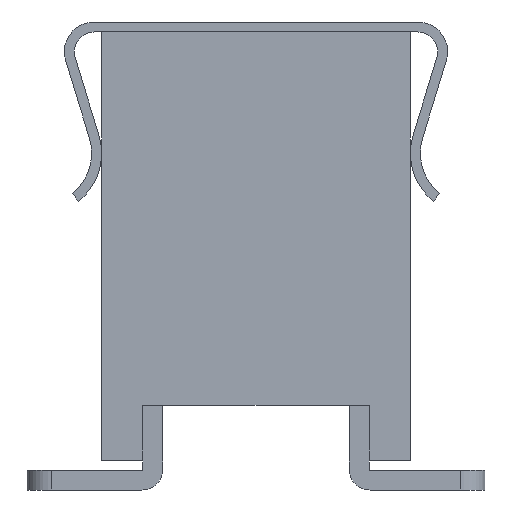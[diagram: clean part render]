
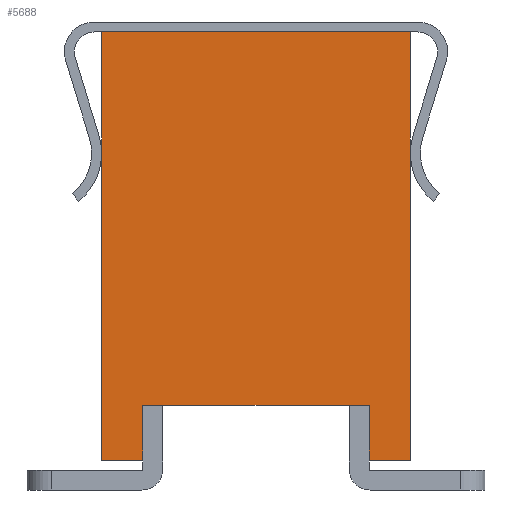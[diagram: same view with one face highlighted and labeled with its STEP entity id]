
A CAD part, left-side view. The second image highlights one B-rep face of the part: STEP entity #5688.
In plain terms, the highlighted face is planar.
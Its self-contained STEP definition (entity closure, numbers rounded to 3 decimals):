
#248=PLANE('',#6282);
#785=LINE('',#9682,#1345);
#797=LINE('',#9699,#1357);
#802=LINE('',#9710,#1362);
#806=LINE('',#9719,#1366);
#808=LINE('',#9723,#1368);
#811=LINE('',#9727,#1371);
#812=LINE('',#9729,#1372);
#813=LINE('',#9730,#1373);
#1345=VECTOR('',#7860,1000.);
#1357=VECTOR('',#7874,1000.);
#1362=VECTOR('',#7881,1000.);
#1366=VECTOR('',#7887,1000.);
#1368=VECTOR('',#7891,1000.);
#1371=VECTOR('',#7896,1000.);
#1372=VECTOR('',#7899,1000.);
#1373=VECTOR('',#7900,1000.);
#2952=ORIENTED_EDGE('',*,*,#3867,.T.);
#2953=ORIENTED_EDGE('',*,*,#3853,.T.);
#2954=ORIENTED_EDGE('',*,*,#3868,.T.);
#2955=ORIENTED_EDGE('',*,*,#3841,.T.);
#2956=ORIENTED_EDGE('',*,*,#3864,.T.);
#2957=ORIENTED_EDGE('',*,*,#3858,.F.);
#2958=ORIENTED_EDGE('',*,*,#3869,.F.);
#2959=ORIENTED_EDGE('',*,*,#3862,.T.);
#3841=EDGE_CURVE('',#4394,#4392,#785,.T.);
#3853=EDGE_CURVE('',#4398,#4397,#797,.T.);
#3858=EDGE_CURVE('',#4402,#4403,#802,.T.);
#3862=EDGE_CURVE('',#4407,#4406,#806,.T.);
#3864=EDGE_CURVE('',#4392,#4403,#808,.T.);
#3867=EDGE_CURVE('',#4406,#4398,#811,.T.);
#3868=EDGE_CURVE('',#4397,#4394,#812,.T.);
#3869=EDGE_CURVE('',#4407,#4402,#813,.T.);
#4392=VERTEX_POINT('',#9680);
#4394=VERTEX_POINT('',#9683);
#4397=VERTEX_POINT('',#9698);
#4398=VERTEX_POINT('',#9700);
#4402=VERTEX_POINT('',#9709);
#4403=VERTEX_POINT('',#9711);
#4406=VERTEX_POINT('',#9718);
#4407=VERTEX_POINT('',#9720);
#4932=EDGE_LOOP('',(#2952,#2953,#2954,#2955,#2956,#2957,#2958,#2959));
#5248=FACE_BOUND('',#4932,.T.);
#5688=ADVANCED_FACE('',(#5248),#248,.T.);
#6282=AXIS2_PLACEMENT_3D('',#9728,#7897,#7898);
#7860=DIRECTION('',(0.,0.,-1.));
#7874=DIRECTION('',(0.,0.,1.));
#7881=DIRECTION('',(0.,0.,-1.));
#7887=DIRECTION('',(0.,0.,-1.));
#7891=DIRECTION('',(0.,1.,0.));
#7896=DIRECTION('',(0.,1.,0.));
#7897=DIRECTION('',(1.,0.,0.));
#7898=DIRECTION('',(0.,0.,-1.));
#7899=DIRECTION('',(0.,1.,0.));
#7900=DIRECTION('',(0.,1.,0.));
#9680=CARTESIAN_POINT('',(1.47,1.135,-2.15));
#9682=CARTESIAN_POINT('',(1.47,1.135,-1.6));
#9683=CARTESIAN_POINT('',(1.47,1.135,-1.6));
#9698=CARTESIAN_POINT('',(1.47,-1.135,-1.6));
#9699=CARTESIAN_POINT('',(1.47,-1.135,-2.15));
#9700=CARTESIAN_POINT('',(1.47,-1.135,-2.15));
#9709=CARTESIAN_POINT('',(1.47,1.55,2.15));
#9710=CARTESIAN_POINT('',(1.47,1.55,2.15));
#9711=CARTESIAN_POINT('',(1.47,1.55,-2.15));
#9718=CARTESIAN_POINT('',(1.47,-1.55,-2.15));
#9719=CARTESIAN_POINT('',(1.47,-1.55,2.15));
#9720=CARTESIAN_POINT('',(1.47,-1.55,2.15));
#9723=CARTESIAN_POINT('',(1.47,-1.55,-2.15));
#9727=CARTESIAN_POINT('',(1.47,-1.55,-2.15));
#9728=CARTESIAN_POINT('',(1.47,-1.55,2.15));
#9729=CARTESIAN_POINT('',(1.47,-1.135,-1.6));
#9730=CARTESIAN_POINT('',(1.47,-1.55,2.15));
